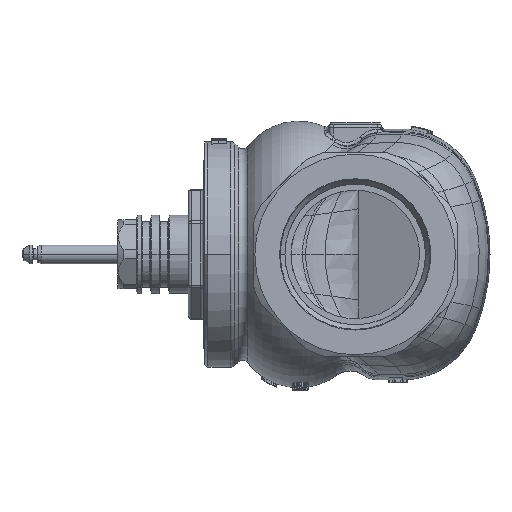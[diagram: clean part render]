
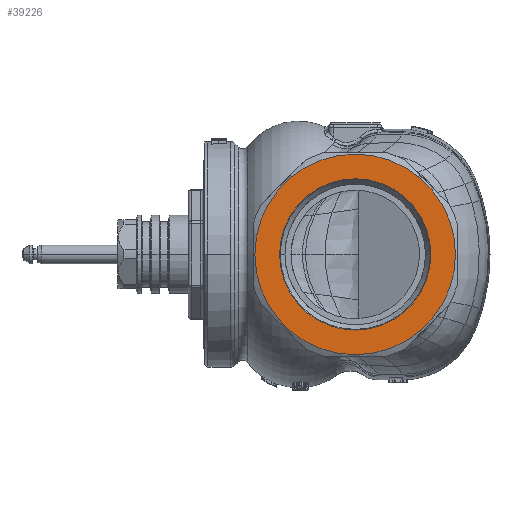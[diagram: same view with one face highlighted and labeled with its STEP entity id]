
A CAD part, left-side view. The second image highlights one B-rep face of the part: STEP entity #39226.
In plain terms, the highlighted planar face has unit normal (-1, 0, 0).
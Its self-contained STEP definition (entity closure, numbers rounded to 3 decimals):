
#10853=CARTESIAN_POINT('',(-66.,0.,0.));
#10854=DIRECTION('',(1.,0.,0.));
#10855=DIRECTION('',(0.,1.,0.));
#10856=AXIS2_PLACEMENT_3D('',#10853,#10854,#10855);
#11051=CARTESIAN_POINT('',(-66.,0.,0.));
#11052=DIRECTION('',(-1.,0.,0.));
#11053=DIRECTION('',(0.,1.,0.));
#11054=AXIS2_PLACEMENT_3D('',#11051,#11052,#11053);
#11094=CARTESIAN_POINT('',(-66.,0.,0.));
#11095=DIRECTION('',(1.,0.,0.));
#11096=DIRECTION('',(0.,1.,0.));
#11097=AXIS2_PLACEMENT_3D('',#11094,#11095,#11096);
#11099=CARTESIAN_POINT('',(-66.,0.,
0.));
#11100=DIRECTION('',(1.,0.,0.));
#11101=DIRECTION('',(0.,-1.,0.));
#11102=AXIS2_PLACEMENT_3D('',#11099,#11100,#11101);
#17158=CARTESIAN_POINT('',(-66.,32.,0.));
#17159=CARTESIAN_POINT('',(-66.,-32.,0.));
#17160=VERTEX_POINT('',#17158);
#17161=VERTEX_POINT('',#17159);
#17180=CARTESIAN_POINT('',(-66.,24.125,0.));
#17181=CARTESIAN_POINT('',(-66.,-24.125,0.));
#17182=VERTEX_POINT('',#17180);
#17183=VERTEX_POINT('',#17181);
#39211=CARTESIAN_POINT('',(-66.,0.,0.));
#39212=DIRECTION('',(1.,0.,0.));
#39213=DIRECTION('',(0.,-1.,0.));
#39214=AXIS2_PLACEMENT_3D('',#39211,#39212,#39213);
#39215=PLANE('',#39214);
#39216=ORIENTED_EDGE('',*,*,#39194,.F.);
#39217=ORIENTED_EDGE('',*,*,#39037,.T.);
#39218=EDGE_LOOP('',(#39216,#39217));
#39219=FACE_OUTER_BOUND('',#39218,.F.);
#39221=ORIENTED_EDGE('',*,*,#39220,.F.);
#39223=ORIENTED_EDGE('',*,*,#39222,.F.);
#39224=EDGE_LOOP('',(#39221,#39223));
#39225=FACE_BOUND('',#39224,.F.);
#39226=ADVANCED_FACE('',(#39219,#39225),#39215,.F.);
#10857=CIRCLE('',#10856,32.);
#11055=CIRCLE('',#11054,32.);
#11098=CIRCLE('',#11097,24.125);
#11103=CIRCLE('',#11102,24.125);
#39037=EDGE_CURVE('',#17160,#17161,#10857,.T.);
#39194=EDGE_CURVE('',#17160,#17161,#11055,.T.);
#39220=EDGE_CURVE('',#17182,#17183,#11098,.T.);
#39222=EDGE_CURVE('',#17183,#17182,#11103,.T.);
